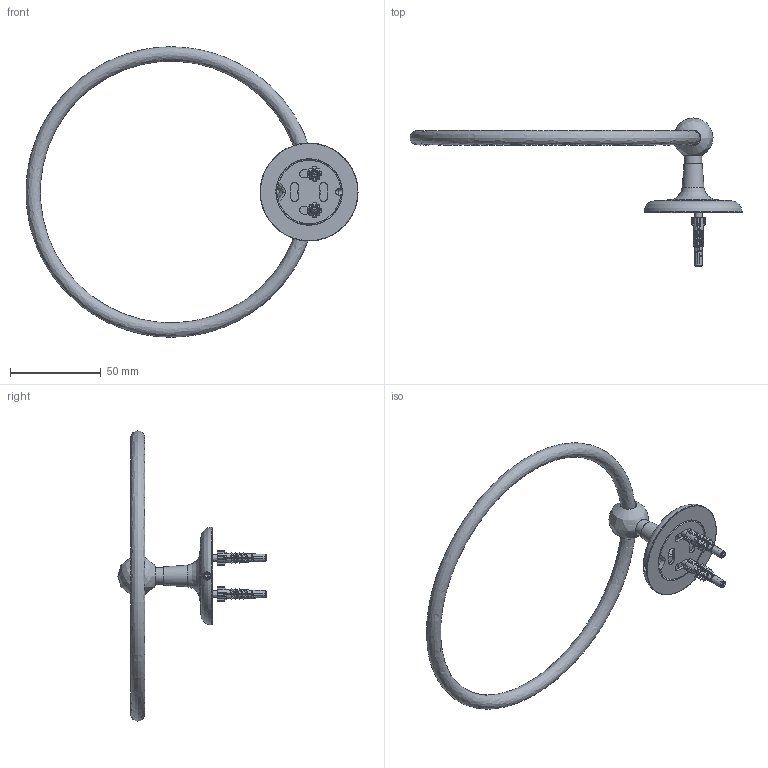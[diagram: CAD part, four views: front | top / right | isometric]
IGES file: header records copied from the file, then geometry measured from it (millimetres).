
Global section: file name: N1098 - 6; native system: Autodesk Inventor 2018; preprocessor: unknown; author: sbajwa; date: 20190705.122424; units: millimetre
Bounding box: 183.35 x 81.85 x 160.28 mm (x, y, z)
Volume: 40626.6 mm3; surface area: 26393.1 mm2
Topology: 9 solids, 9 shells, 570 faces, 1696 edges, 1129 vertices
Faces by surface type: bspline 570
